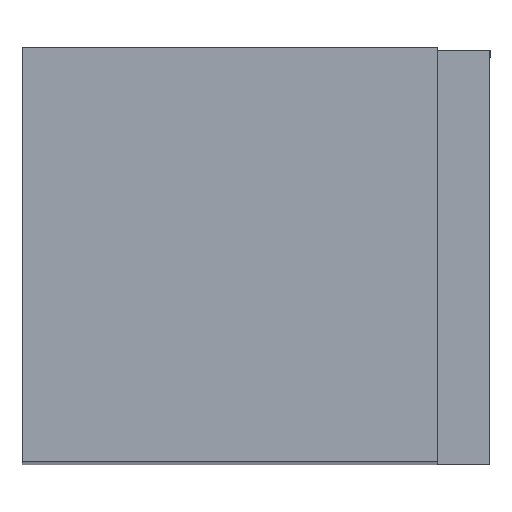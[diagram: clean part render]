
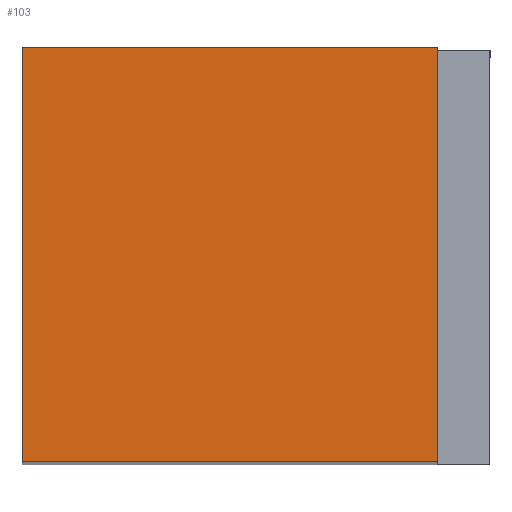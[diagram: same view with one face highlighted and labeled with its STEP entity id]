
A CAD part, top view. The second image highlights one B-rep face of the part: STEP entity #103.
In plain terms, the highlighted planar face has unit normal (0, 0, 1).
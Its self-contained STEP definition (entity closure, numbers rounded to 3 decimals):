
#37=LINE('',#567,#59);
#38=LINE('',#570,#60);
#39=LINE('',#572,#61);
#40=LINE('',#574,#62);
#59=VECTOR('',#469,1.);
#60=VECTOR('',#470,1.);
#61=VECTOR('',#471,1.);
#62=VECTOR('',#472,1.);
#91=FACE_OUTER_BOUND('',#164,.T.);
#103=ADVANCED_FACE('',(#91),#122,.T.);
#122=PLANE('',#410);
#164=EDGE_LOOP('',(#199,#200,#201,#202));
#199=ORIENTED_EDGE('',*,*,#302,.T.);
#200=ORIENTED_EDGE('',*,*,#303,.F.);
#201=ORIENTED_EDGE('',*,*,#304,.F.);
#202=ORIENTED_EDGE('',*,*,#305,.T.);
#271=VERTEX_POINT('',#568);
#272=VERTEX_POINT('',#569);
#273=VERTEX_POINT('',#571);
#274=VERTEX_POINT('',#573);
#302=EDGE_CURVE('',#271,#272,#37,.T.);
#303=EDGE_CURVE('',#273,#272,#38,.T.);
#304=EDGE_CURVE('',#274,#273,#39,.T.);
#305=EDGE_CURVE('',#274,#271,#40,.T.);
#410=AXIS2_PLACEMENT_3D('',#575,#473,#474);
#469=DIRECTION('',(0.,-1.,0.));
#470=DIRECTION('',(-1.,0.,0.));
#471=DIRECTION('',(0.,-1.,0.));
#472=DIRECTION('',(-1.,0.,0.));
#473=DIRECTION('',(0.,0.,1.));
#474=DIRECTION('',(0.,1.,0.));
#567=CARTESIAN_POINT('',(-15.938,15.875,0.));
#568=CARTESIAN_POINT('',(-15.938,15.875,0.));
#569=CARTESIAN_POINT('',(-15.938,0.,0.));
#570=CARTESIAN_POINT('',(0.,0.,0.));
#571=CARTESIAN_POINT('',(0.,0.,0.));
#572=CARTESIAN_POINT('',(0.,15.875,0.));
#573=CARTESIAN_POINT('',(0.,15.875,0.));
#574=CARTESIAN_POINT('',(0.,15.875,0.));
#575=CARTESIAN_POINT('',(0.,15.875,0.));
